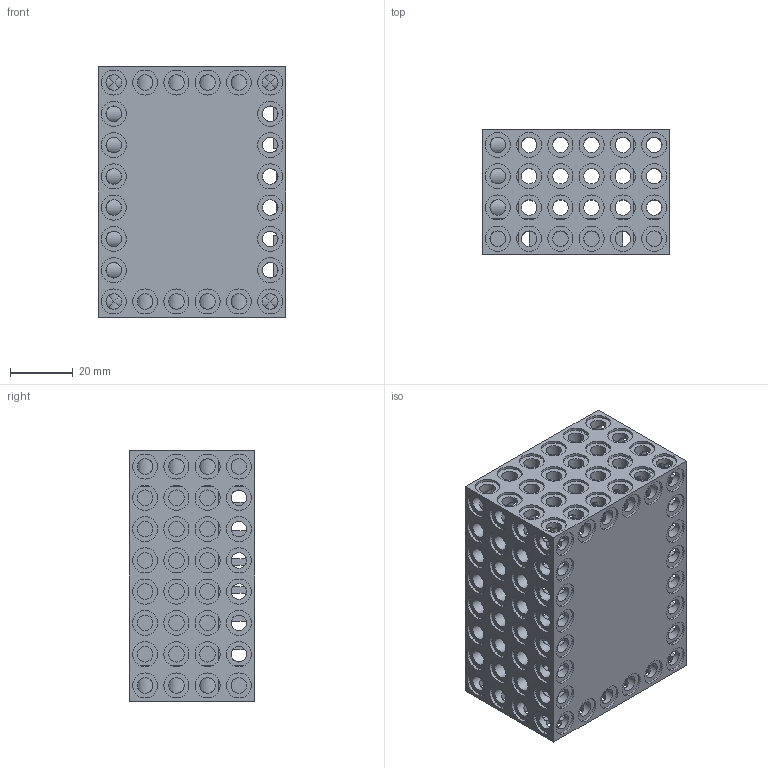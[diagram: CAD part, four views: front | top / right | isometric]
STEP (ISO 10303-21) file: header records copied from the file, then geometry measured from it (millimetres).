
FILE_DESCRIPTION(/* description */ (''),/* implementation_level */ '2;1');
FILE_NAME(/* name */ 'BAcA_1.stp',/* time_stamp */ '2019-03-14T10:58:24+01:00',/* author */ ('Varga Daniel'),/* organization */ (''),/* preprocessor_version */ 'ST-DEVELOPER v17.2',/* originating_system */ 'Autodesk Inventor 2019',/* authorisation */ '');
FILE_SCHEMA (('AUTOMOTIVE_DESIGN { 1 0 10303 214 3 1 1 }'));
Length unit declared in the file: millimetre
Products named in the file (1): BAcA
Bounding box: 60 x 40 x 80 mm (x, y, z)
Volume: 35730.4 mm3; surface area: 54580.6 mm2
Topology: 1 solids, 1 shells, 771 faces, 2403 edges, 1680 vertices
Faces by surface type: cylinder 426, plane 345
Full cylindrical faces by diameter (mm): 5 x194, 7 x44, 8 x118
Entity records: 28676 total; most frequent: DIRECTION 5473, CARTESIAN_POINT 4855, ORIENTED_EDGE 4806, EDGE_CURVE 2403, AXIS2_PLACEMENT_3D 2298, VERTEX_POINT 1680, CIRCLE 1191, EDGE_LOOP 1147
